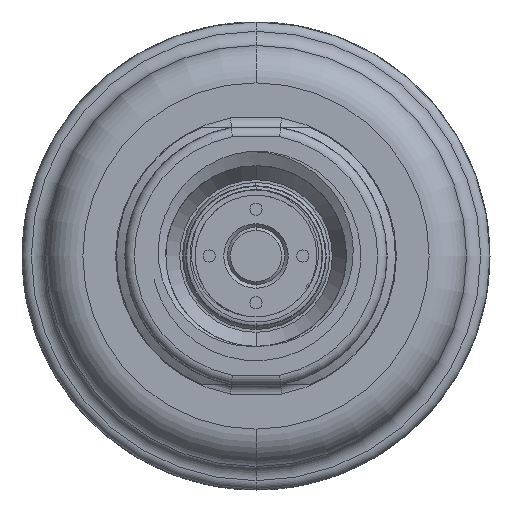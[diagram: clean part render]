
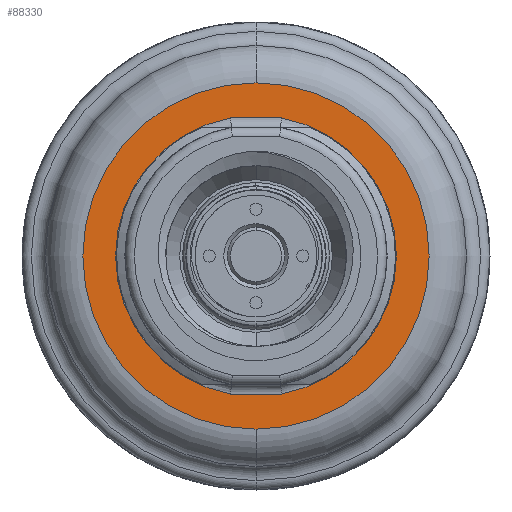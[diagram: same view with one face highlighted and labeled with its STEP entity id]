
A CAD part, front view. The second image highlights one B-rep face of the part: STEP entity #88330.
In plain terms, the highlighted planar face has unit normal (0, -1, 0).
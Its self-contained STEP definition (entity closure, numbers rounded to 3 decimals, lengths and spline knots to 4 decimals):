
#31670=CARTESIAN_POINT('',(0.,-0.1575,0.));
#31671=DIRECTION('',(0.,-1.,0.));
#31672=DIRECTION('',(0.,0.,-1.));
#31673=AXIS2_PLACEMENT_3D('',#31670,#31671,#31672);
#31675=CARTESIAN_POINT('',(0.,-0.1575,0.));
#31676=DIRECTION('',(0.,-1.,0.));
#31677=DIRECTION('',(0.,0.,1.));
#31678=AXIS2_PLACEMENT_3D('',#31675,#31676,#31677);
#31680=CARTESIAN_POINT('',(0.,-0.1575,0.));
#31681=DIRECTION('',(0.,-1.,0.));
#31682=DIRECTION('',(-0.182,0.,0.983));
#31683=AXIS2_PLACEMENT_3D('',#31680,#31681,#31682);
#31685=DIRECTION('',(1.,0.,0.));
#31686=VECTOR('',#31685,0.2147);
#31687=CARTESIAN_POINT('',(-0.1074,-0.1575,
-0.5807));
#31688=LINE('',#31687,#31686);
#31689=CARTESIAN_POINT('',(0.,-0.1575,0.));
#31690=DIRECTION('',(0.,-1.,0.));
#31691=DIRECTION('',(0.182,0.,-0.983));
#31692=AXIS2_PLACEMENT_3D('',#31689,#31690,#31691);
#31694=DIRECTION('',(-1.,0.,0.));
#31695=VECTOR('',#31694,0.2147);
#31696=CARTESIAN_POINT('',(0.1074,-0.1575,
0.5807));
#31697=LINE('',#31696,#31695);
#59131=CARTESIAN_POINT('',(-0.1074,-0.1575,
0.5807));
#59132=CARTESIAN_POINT('',(-0.1074,-0.1575,
-0.5807));
#59133=VERTEX_POINT('',#59131);
#59134=VERTEX_POINT('',#59132);
#59139=CARTESIAN_POINT('',(0.1074,-0.1575,
-0.5807));
#59140=CARTESIAN_POINT('',(0.1074,-0.1575,
0.5807));
#59141=VERTEX_POINT('',#59139);
#59142=VERTEX_POINT('',#59140);
#59449=CARTESIAN_POINT('',(0.,-0.1575,-0.7283));
#59450=CARTESIAN_POINT('',(0.,-0.1575,0.7283));
#59451=VERTEX_POINT('',#59449);
#59452=VERTEX_POINT('',#59450);
#88310=CARTESIAN_POINT('',(0.,-0.1575,0.));
#88311=DIRECTION('',(0.,-1.,0.));
#88312=DIRECTION('',(0.,0.,1.));
#88313=AXIS2_PLACEMENT_3D('',#88310,#88311,#88312);
#88314=PLANE('',#88313);
#88316=ORIENTED_EDGE('',*,*,#88315,.F.);
#88318=ORIENTED_EDGE('',*,*,#88317,.F.);
#88319=EDGE_LOOP('',(#88316,#88318));
#88320=FACE_OUTER_BOUND('',#88319,.F.);
#88321=ORIENTED_EDGE('',*,*,#88300,.T.);
#88323=ORIENTED_EDGE('',*,*,#88322,.T.);
#88325=ORIENTED_EDGE('',*,*,#88324,.T.);
#88327=ORIENTED_EDGE('',*,*,#88326,.T.);
#88328=EDGE_LOOP('',(#88321,#88323,#88325,#88327));
#88329=FACE_BOUND('',#88328,.F.);
#88330=ADVANCED_FACE('',(#88320,#88329),#88314,.T.);
#31674=CIRCLE('',#31673,0.7283);
#31679=CIRCLE('',#31678,0.7283);
#31684=CIRCLE('',#31683,0.5906);
#31693=CIRCLE('',#31692,0.5906);
#88300=EDGE_CURVE('',#59133,#59134,#31684,.T.);
#88315=EDGE_CURVE('',#59451,#59452,#31674,.T.);
#88317=EDGE_CURVE('',#59452,#59451,#31679,.T.);
#88322=EDGE_CURVE('',#59134,#59141,#31688,.T.);
#88324=EDGE_CURVE('',#59141,#59142,#31693,.T.);
#88326=EDGE_CURVE('',#59142,#59133,#31697,.T.);
